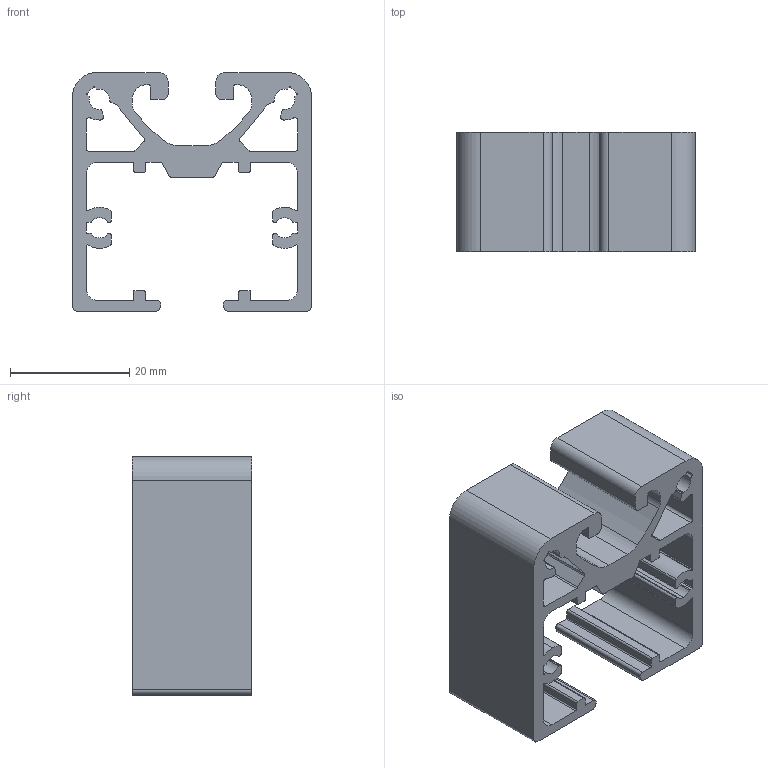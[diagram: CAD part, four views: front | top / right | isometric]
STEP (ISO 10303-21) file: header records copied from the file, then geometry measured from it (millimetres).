
FILE_DESCRIPTION (( 'STEP AP203' ), '1' );
FILE_NAME ('281840399_c_1.STEP', '2024-03-16T01:14:14', ( '' ), ( '' ), 'SwSTEP 2.0', 'SolidWorks 2014', '' );
FILE_SCHEMA (( 'CONFIG_CONTROL_DESIGN' ));
Length unit declared in the file: millimetre
Products named in the file (1): 281840399_c_1
Bounding box: 40 x 20 x 40 mm (x, y, z)
Volume: 10528.6 mm3; surface area: 9546.6 mm2
Topology: 1 solids, 1 shells, 204 faces, 606 edges, 404 vertices
Faces by surface type: cylinder 124, plane 80
Entity records: 7023 total; most frequent: DIRECTION 1264, CARTESIAN_POINT 1215, ORIENTED_EDGE 1212, EDGE_CURVE 606, AXIS2_PLACEMENT_3D 453, VERTEX_POINT 404, LINE 358, VECTOR 358
